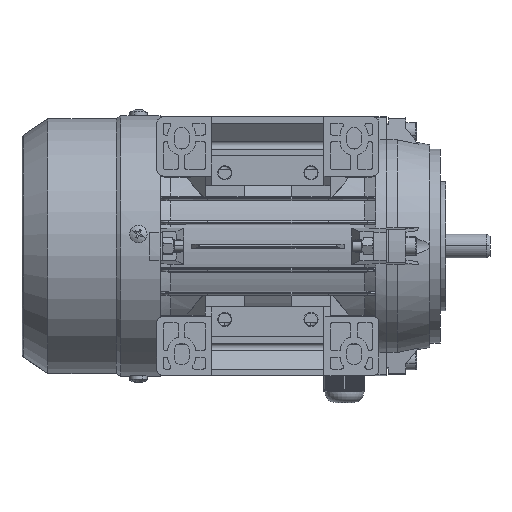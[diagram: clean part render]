
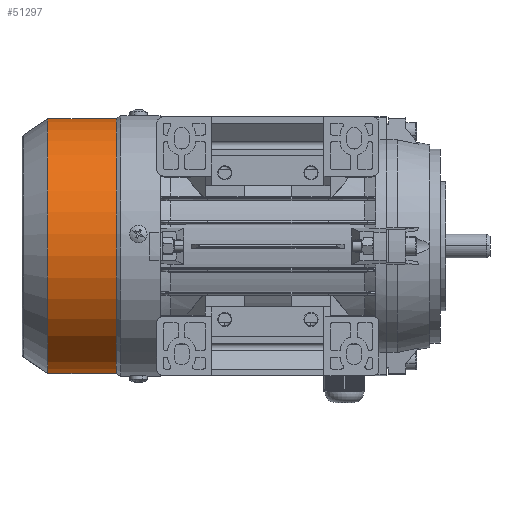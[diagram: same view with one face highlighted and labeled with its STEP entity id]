
A CAD part, front view. The second image highlights one B-rep face of the part: STEP entity #51297.
In plain terms, the highlighted cylindrical face has radius 59.3 mm (diameter 118.6 mm), a partial arc.
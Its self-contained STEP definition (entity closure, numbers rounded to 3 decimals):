
#49873 = VERTEX_POINT ( 'NONE', #77893 ) ;
#49874 = VERTEX_POINT ( 'NONE', #77892 ) ;
#49876 = EDGE_CURVE ( 'NONE', #49874, #49891, #77891, .T. ) ;
#49879 = EDGE_CURVE ( 'NONE', #49873, #49890, #77886, .T. ) ;
#49890 = VERTEX_POINT ( 'NONE', #77922 ) ;
#49891 = VERTEX_POINT ( 'NONE', #77921 ) ;
#51296 = EDGE_CURVE ( 'NONE', #49874, #49873, #80297, .T. ) ;
#51297 = ADVANCED_FACE ( 'NONE', ( #80292 ), #80291, .T. ) ;
#51298 = EDGE_LOOP ( 'NONE', ( #51299, #51300, #51301, #51302 ) ) ;
#51299 = ORIENTED_EDGE ( 'NONE', *, *, #49876, .F. ) ;
#51300 = ORIENTED_EDGE ( 'NONE', *, *, #51296, .T. ) ;
#51301 = ORIENTED_EDGE ( 'NONE', *, *, #49879, .T. ) ;
#51302 = ORIENTED_EDGE ( 'NONE', *, *, #51303, .F. ) ;
#51303 = EDGE_CURVE ( 'NONE', #49891, #49890, #80290, .T. ) ;
#77883 = DIRECTION ( 'NONE',  ( -1., 0., 0. ) ) ;
#77884 = VECTOR ( 'NONE', #77883, 1000. ) ;
#77885 = CARTESIAN_POINT ( 'NONE',  ( 0., 0., 59.3 ) ) ;
#77886 = LINE ( 'NONE', #77885, #77884 ) ;
#77888 = DIRECTION ( 'NONE',  ( -1., 0., 0. ) ) ;
#77889 = VECTOR ( 'NONE', #77888, 1000. ) ;
#77890 = CARTESIAN_POINT ( 'NONE',  ( 0., 0., -59.3 ) ) ;
#77891 = LINE ( 'NONE', #77890, #77889 ) ;
#77892 = CARTESIAN_POINT ( 'NONE',  ( 52., 0., -59.3 ) ) ;
#77893 = CARTESIAN_POINT ( 'NONE',  ( 52., 0., 59.3 ) ) ;
#77921 = CARTESIAN_POINT ( 'NONE',  ( 20.3, 0., -59.3 ) ) ;
#77922 = CARTESIAN_POINT ( 'NONE',  ( 20.3, 0., 59.3 ) ) ;
#80281 = DIRECTION ( 'NONE',  ( 0., 0., 1. ) ) ;
#80282 = DIRECTION ( 'NONE',  ( -1., 0., 0. ) ) ;
#80283 = CARTESIAN_POINT ( 'NONE',  ( 20.3, 0., 0. ) ) ;
#80284 = AXIS2_PLACEMENT_3D ( 'NONE', #80283, #80282, #80281 ) ;
#80286 = DIRECTION ( 'NONE',  ( 0., 0., 1. ) ) ;
#80287 = DIRECTION ( 'NONE',  ( -1., 0., 0. ) ) ;
#80288 = CARTESIAN_POINT ( 'NONE',  ( 0., 0., 0. ) ) ;
#80289 = AXIS2_PLACEMENT_3D ( 'NONE', #80288, #80287, #80286 ) ;
#80290 = CIRCLE ( 'NONE', #80284, 59.3 ) ;
#80291 = CYLINDRICAL_SURFACE ( 'NONE', #80289, 59.3 ) ;
#80292 = FACE_OUTER_BOUND ( 'NONE', #51298, .T. ) ;
#80293 = DIRECTION ( 'NONE',  ( 0., 0., 1. ) ) ;
#80294 = DIRECTION ( 'NONE',  ( -1., 0., 0. ) ) ;
#80295 = CARTESIAN_POINT ( 'NONE',  ( 52., 0., 0. ) ) ;
#80296 = AXIS2_PLACEMENT_3D ( 'NONE', #80295, #80294, #80293 ) ;
#80297 = CIRCLE ( 'NONE', #80296, 59.3 ) ;
